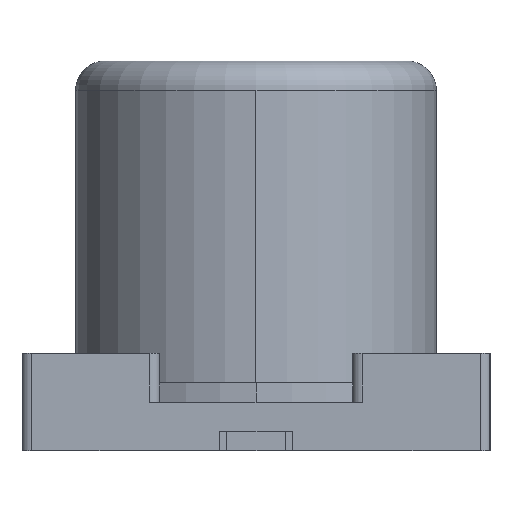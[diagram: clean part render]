
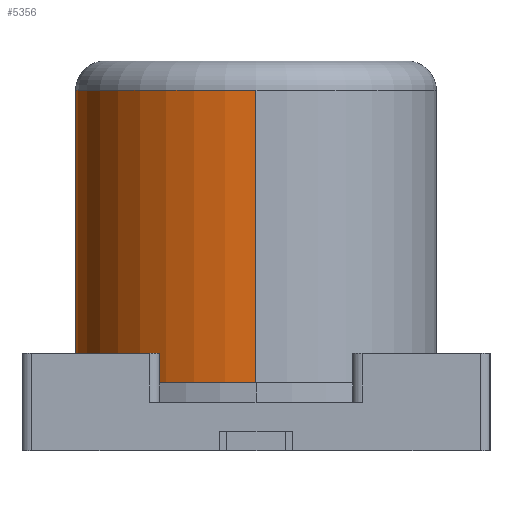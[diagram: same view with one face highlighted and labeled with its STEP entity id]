
A CAD part, left-side view. The second image highlights one B-rep face of the part: STEP entity #5356.
In plain terms, the highlighted cylindrical face has radius 1.85 mm (diameter 3.7 mm), a partial arc.
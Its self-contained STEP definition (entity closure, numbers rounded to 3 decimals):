
#154 = DIRECTION ( 'NONE',  ( 0., 0., -1. ) ) ;
#225 = ORIENTED_EDGE ( 'NONE', *, *, #237, .F. ) ;
#237 = EDGE_CURVE ( 'NONE', #5892, #3392, #1245, .T. ) ;
#420 = EDGE_LOOP ( 'NONE', ( #225, #6142, #1467, #1774 ) ) ;
#710 = VERTEX_POINT ( 'NONE', #2164 ) ;
#789 = EDGE_CURVE ( 'NONE', #2338, #710, #6102, .T. ) ;
#1245 = LINE ( 'NONE', #5685, #4225 ) ;
#1467 = ORIENTED_EDGE ( 'NONE', *, *, #789, .T. ) ;
#1735 = AXIS2_PLACEMENT_3D ( 'NONE', #1952, #2012, #4906 ) ;
#1774 = ORIENTED_EDGE ( 'NONE', *, *, #3292, .T. ) ;
#1828 = CARTESIAN_POINT ( 'NONE',  ( -3.25, 0., 3.7 ) ) ;
#1852 = VECTOR ( 'NONE', #154, 1000. ) ;
#1952 = CARTESIAN_POINT ( 'NONE',  ( -3.25, 0., 0.7 ) ) ;
#2007 = AXIS2_PLACEMENT_3D ( 'NONE', #1828, #2283, #5770 ) ;
#2012 = DIRECTION ( 'NONE',  ( 0., 0., 1. ) ) ;
#2164 = CARTESIAN_POINT ( 'NONE',  ( -3.25, 1.85, 0.7 ) ) ;
#2283 = DIRECTION ( 'NONE',  ( 0., 0., -1. ) ) ;
#2338 = VERTEX_POINT ( 'NONE', #3897 ) ;
#2635 = AXIS2_PLACEMENT_3D ( 'NONE', #6132, #5789, #4639 ) ;
#3150 = CARTESIAN_POINT ( 'NONE',  ( -5.1, 0., 0.7 ) ) ;
#3292 = EDGE_CURVE ( 'NONE', #710, #3392, #4410, .T. ) ;
#3340 = DIRECTION ( 'NONE',  ( 0., 0., -1. ) ) ;
#3392 = VERTEX_POINT ( 'NONE', #3150 ) ;
#3897 = CARTESIAN_POINT ( 'NONE',  ( -3.25, 1.85, 3.7 ) ) ;
#4225 = VECTOR ( 'NONE', #3340, 1000. ) ;
#4231 = CARTESIAN_POINT ( 'NONE',  ( -3.25, 1.85, 4. ) ) ;
#4410 = CIRCLE ( 'NONE', #1735, 1.85 ) ;
#4639 = DIRECTION ( 'NONE',  ( -1., 0., 0. ) ) ;
#4668 = CYLINDRICAL_SURFACE ( 'NONE', #2635, 1.85 ) ;
#4861 = EDGE_CURVE ( 'NONE', #5892, #2338, #5926, .T. ) ;
#4906 = DIRECTION ( 'NONE',  ( 1., 0., 0. ) ) ;
#5356 = ADVANCED_FACE ( 'NONE', ( #5748 ), #4668, .T. ) ;
#5685 = CARTESIAN_POINT ( 'NONE',  ( -5.1, 0., 4. ) ) ;
#5748 = FACE_OUTER_BOUND ( 'NONE', #420, .T. ) ;
#5770 = DIRECTION ( 'NONE',  ( 1., 0., 0. ) ) ;
#5789 = DIRECTION ( 'NONE',  ( 0., 0., -1. ) ) ;
#5892 = VERTEX_POINT ( 'NONE', #6259 ) ;
#5926 = CIRCLE ( 'NONE', #2007, 1.85 ) ;
#6102 = LINE ( 'NONE', #4231, #1852 ) ;
#6132 = CARTESIAN_POINT ( 'NONE',  ( -3.25, 0., 4. ) ) ;
#6142 = ORIENTED_EDGE ( 'NONE', *, *, #4861, .T. ) ;
#6259 = CARTESIAN_POINT ( 'NONE',  ( -5.1, 0., 3.7 ) ) ;
